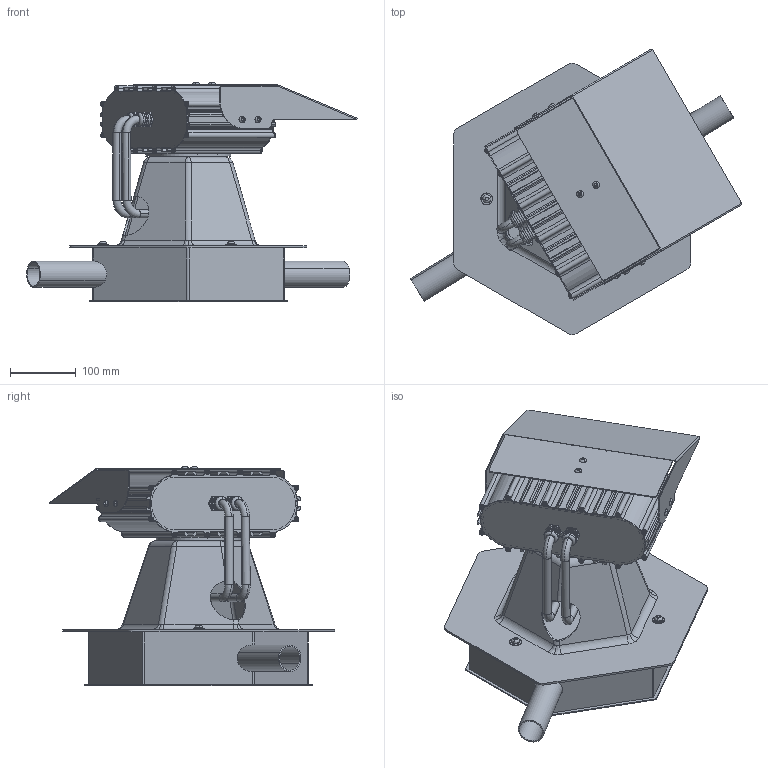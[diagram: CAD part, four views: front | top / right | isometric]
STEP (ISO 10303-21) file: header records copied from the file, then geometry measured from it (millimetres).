
FILE_DESCRIPTION (( 'STEP AP214' ), '1' );
FILE_NAME ('Ïðîæåêòîð ïîäñâåòêè íà áåòîí.STEP', '2018-11-28T10:11:23', ( '' ), ( '' ), 'SwSTEP 2.0', 'SolidWorks 2018', '' );
FILE_SCHEMA (( 'AUTOMOTIVE_DESIGN' ));
Length unit declared in the file: millimetre
Products named in the file (28): Ïðîæåêòîð ïîäñâåòêè íà áåòîí; socket button head cap screw_am_B18.3.4M - 4 x 0.7 x 10 SBHCS --N; ãàéêà ïîä ïðîâîäà çàæèìíàÿ; 咈嚦.礱闃瀖1; 署赅7(new); Ýë.ïëàòî7; ﾊ鰀靍裲; 署赅 镳铉疣黜.; 义镫铖祉桕; 咍耬趌瀁鋹膴鵽; Ïëàòî7; 扻豵鵨7U; Ïë.òðóáà; Ñáîðêà ïîäîøâû; Ñáîðêà ìåòàëëè÷åñêîãî êîëîäöà; Ëàñò.õâîñò.Ïðîæåêòîð; Óõî; socket countersunk head screw_am_B18.3.5M - 6 x 1.0 x 12 Socket FCHS  -- 12N; ﾎ魵瑙韃; socket button head cap screw_am_B18.3.4M - 4 x 0.7 x 6 SBHCS --N; Ñåãìåíò êîëîäöà 2; 鎗鵻罻1; 砎鍒鍱_1; Ïîäîøâà; ÄÞÁÅËÜ-ÃÂÎÇÄÜ SNAKE 6õ40; Ïèðàìèäà_(áåòîí); Øàéáà øèðîêàÿ Ì6; socket button head cap screw_am_B18.3.4M - 6 x 1.0 x 6 SBHCS --N
Assembly tree (78 placements, depth 3):
  Ïðîæåêòîð ïîäñâåòêè íà áåòîí
    Ïèðàìèäà_(áåòîí)
    Ñáîðêà ïîäîøâû
      Ïîäîøâà
      鎗鵻罻1  x3
      socket button head cap screw_am_B18.3.4M - 4 x 0.7 x 6 SBHCS --N  x3
      socket countersunk head screw_am_B18.3.5M - 6 x 1.0 x 12 Socket FCHS  -- 12N  x2
      Ëàñò.õâîñò.Ïðîæåêòîð
    扻豵鵨7U
    Ïëàòî7
    咍耬趌瀁鋹膴鵽  x7
    义镫铖祉桕
    署赅 镳铉疣黜.
    ﾊ鰀靍裲
    Ýë.ïëàòî7
    署赅7(new)
    咈嚦.礱闃瀖1  x3
    ãàéêà ïîä ïðîâîäà çàæèìíàÿ  x2
    socket button head cap screw_am_B18.3.4M - 4 x 0.7 x 10 SBHCS --N  x24
    socket button head cap screw_am_B18.3.4M - 6 x 1.0 x 6 SBHCS --N  x6
    Øàéáà øèðîêàÿ Ì6  x3
    ÄÞÁÅËÜ-ÃÂÎÇÄÜ SNAKE 6õ40  x3
    砎鍒鍱_1  x2
    Ñáîðêà ìåòàëëè÷åñêîãî êîëîäöà
      Ñåãìåíò êîëîäöà 2  x2
      ﾎ魵瑙韃
      Óõî  x3
    Ïë.òðóáà  x2
Bounding box: 501.63 x 432.53 x 332.42 mm (x, y, z)
Volume: 1791495.3 mm3; surface area: 1382697.3 mm2
Topology: 76 solids, 76 shells, 2381 faces, 5870 edges, 3595 vertices
Faces by surface type: plane 1033, cylinder 898, cone 210, torus 116, sphere 66, bspline 58
Entity records: 37498 total; most frequent: CARTESIAN_POINT 8833, DIRECTION 6044, ORIENTED_EDGE 5528, EDGE_CURVE 2764, AXIS2_PLACEMENT_3D 2294, VERTEX_POINT 1776, LINE 1456, VECTOR 1456
